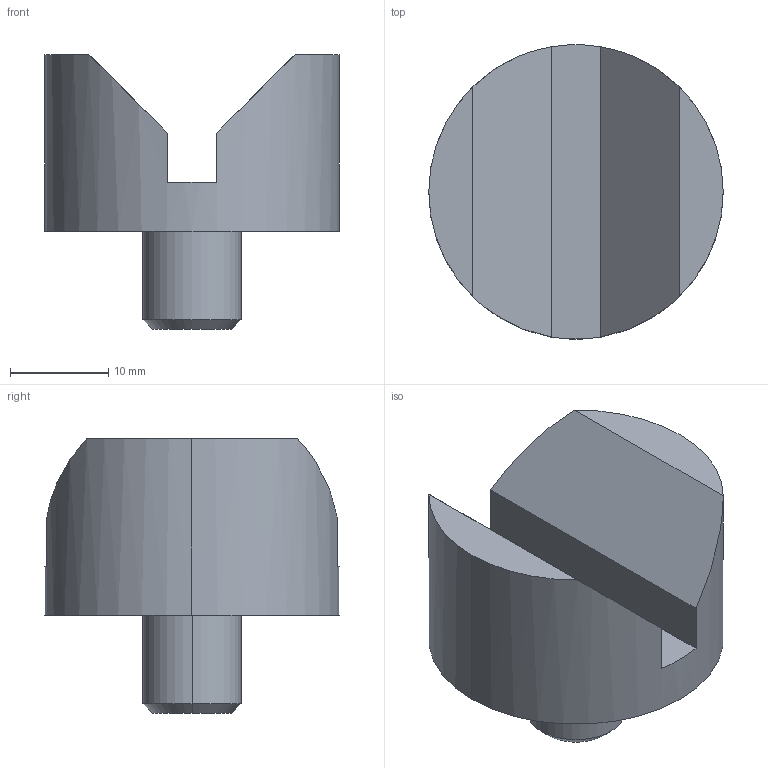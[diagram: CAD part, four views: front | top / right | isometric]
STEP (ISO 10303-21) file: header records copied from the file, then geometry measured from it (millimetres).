
FILE_DESCRIPTION (( 'STEP AP203' ), '1' );
FILE_NAME ('bj733-10280.STEP', '2021-10-25T00:01:58', ( '' ), ( '' ), 'SwSTEP 2.0', 'SolidWorks 2020', '' );
FILE_SCHEMA (( 'CONFIG_CONTROL_DESIGN' ));
Length unit declared in the file: millimetre
Products named in the file (1): bj733-10280
Bounding box: 30 x 30 x 28 mm (x, y, z)
Volume: 9770 mm3; surface area: 3607.4 mm2
Topology: 1 solids, 1 shells, 15 faces, 34 edges, 22 vertices
Faces by surface type: plane 9, cylinder 4, cone 2
Entity records: 503 total; most frequent: CARTESIAN_POINT 84, DIRECTION 76, ORIENTED_EDGE 68, EDGE_CURVE 34, AXIS2_PLACEMENT_3D 30, VERTEX_POINT 22, EDGE_LOOP 16, LINE 16
